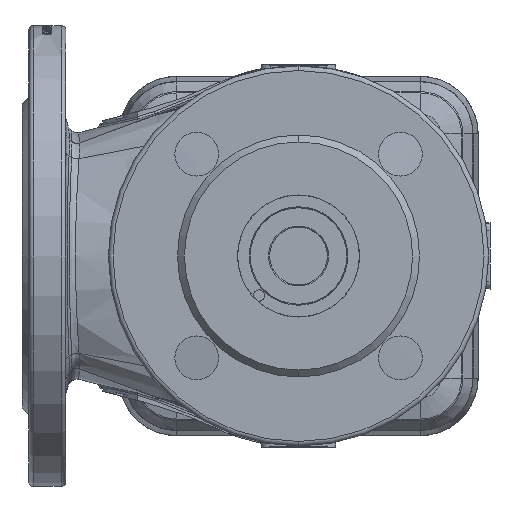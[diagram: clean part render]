
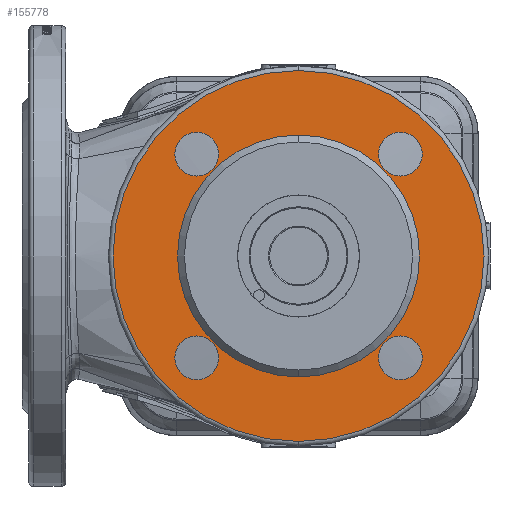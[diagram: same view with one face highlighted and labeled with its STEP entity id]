
A CAD part, front view. The second image highlights one B-rep face of the part: STEP entity #155778.
In plain terms, the highlighted planar face has unit normal (0, -1, 0).
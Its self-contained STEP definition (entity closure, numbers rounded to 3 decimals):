
#799 = CIRCLE ( 'NONE', #145696, 9.5 ) ;
#1084 = VERTEX_POINT ( 'NONE', #3134 ) ;
#2605 = DIRECTION ( 'NONE',  ( 0., 0., -1. ) ) ;
#3046 = EDGE_LOOP ( 'NONE', ( #4523, #40147 ) ) ;
#3134 = CARTESIAN_POINT ( 'NONE',  ( -44.194, -147., -53.694 ) ) ;
#4315 = VERTEX_POINT ( 'NONE', #32747 ) ;
#4523 = ORIENTED_EDGE ( 'NONE', *, *, #148923, .F. ) ;
#6289 = FACE_BOUND ( 'NONE', #47114, .T. ) ;
#6467 = EDGE_LOOP ( 'NONE', ( #55332, #122084 ) ) ;
#9587 = AXIS2_PLACEMENT_3D ( 'NONE', #30649, #137115, #138828 ) ;
#11978 = VERTEX_POINT ( 'NONE', #47423 ) ;
#13659 = DIRECTION ( 'NONE',  ( 0., -1., 0. ) ) ;
#13977 = CARTESIAN_POINT ( 'NONE',  ( -44.194, -147., 44.194 ) ) ;
#20415 = AXIS2_PLACEMENT_3D ( 'NONE', #170209, #89138, #91715 ) ;
#22685 = CARTESIAN_POINT ( 'NONE',  ( -44.194, -147., 44.194 ) ) ;
#22841 = CARTESIAN_POINT ( 'NONE',  ( -52.5, -147., 0. ) ) ;
#23575 = CARTESIAN_POINT ( 'NONE',  ( 44.194, -147., 44.194 ) ) ;
#26573 = DIRECTION ( 'NONE',  ( 0., -1., 0. ) ) ;
#27302 = EDGE_CURVE ( 'NONE', #73664, #111642, #42272, .T. ) ;
#30649 = CARTESIAN_POINT ( 'NONE',  ( 0., -147., 0. ) ) ;
#32558 = CIRCLE ( 'NONE', #163630, 9.5 ) ;
#32747 = CARTESIAN_POINT ( 'NONE',  ( 44.194, -147., -34.694 ) ) ;
#32942 = DIRECTION ( 'NONE',  ( 0., 0., 1. ) ) ;
#33390 = FACE_BOUND ( 'NONE', #70592, .T. ) ;
#34081 = DIRECTION ( 'NONE',  ( 0., -1., 0. ) ) ;
#34233 = DIRECTION ( 'NONE',  ( 0., 0., -1. ) ) ;
#34378 = DIRECTION ( 'NONE',  ( 0., -1., 0. ) ) ;
#40147 = ORIENTED_EDGE ( 'NONE', *, *, #63619, .F. ) ;
#41238 = CARTESIAN_POINT ( 'NONE',  ( 0., -147., 0. ) ) ;
#41245 = EDGE_LOOP ( 'NONE', ( #111341, #65275 ) ) ;
#41948 = VERTEX_POINT ( 'NONE', #106383 ) ;
#42272 = CIRCLE ( 'NONE', #139751, 9.5 ) ;
#44778 = FACE_BOUND ( 'NONE', #6467, .T. ) ;
#47114 = EDGE_LOOP ( 'NONE', ( #49080, #140528 ) ) ;
#47423 = CARTESIAN_POINT ( 'NONE',  ( 0., -147., 80.5 ) ) ;
#49080 = ORIENTED_EDGE ( 'NONE', *, *, #81325, .F. ) ;
#50487 = EDGE_CURVE ( 'NONE', #111642, #73664, #799, .T. ) ;
#50636 = DIRECTION ( 'NONE',  ( 0., -1., 0. ) ) ;
#51702 = DIRECTION ( 'NONE',  ( 0., 1., 0. ) ) ;
#53515 = VERTEX_POINT ( 'NONE', #156069 ) ;
#54822 = VERTEX_POINT ( 'NONE', #100835 ) ;
#55332 = ORIENTED_EDGE ( 'NONE', *, *, #103289, .F. ) ;
#56869 = EDGE_CURVE ( 'NONE', #142577, #11978, #150878, .T. ) ;
#59326 = VERTEX_POINT ( 'NONE', #121439 ) ;
#59790 = CIRCLE ( 'NONE', #9587, 52.5 ) ;
#62574 = DIRECTION ( 'NONE',  ( 0., -1., 0. ) ) ;
#63427 = AXIS2_PLACEMENT_3D ( 'NONE', #66901, #13659, #78317 ) ;
#63619 = EDGE_CURVE ( 'NONE', #59326, #4315, #166587, .T. ) ;
#65055 = AXIS2_PLACEMENT_3D ( 'NONE', #41238, #51702, #144217 ) ;
#65079 = ORIENTED_EDGE ( 'NONE', *, *, #94493, .F. ) ;
#65275 = ORIENTED_EDGE ( 'NONE', *, *, #105497, .T. ) ;
#66901 = CARTESIAN_POINT ( 'NONE',  ( 44.194, -147., -44.194 ) ) ;
#67219 = DIRECTION ( 'NONE',  ( 0., 0., -1. ) ) ;
#69130 = DIRECTION ( 'NONE',  ( 0., 0., -1. ) ) ;
#70529 = VERTEX_POINT ( 'NONE', #140970 ) ;
#70592 = EDGE_LOOP ( 'NONE', ( #100880, #87065 ) ) ;
#72481 = AXIS2_PLACEMENT_3D ( 'NONE', #112715, #151975, #69130 ) ;
#73135 = CARTESIAN_POINT ( 'NONE',  ( 44.194, -147., 44.194 ) ) ;
#73664 = VERTEX_POINT ( 'NONE', #87523 ) ;
#76895 = AXIS2_PLACEMENT_3D ( 'NONE', #93836, #26573, #94711 ) ;
#78317 = DIRECTION ( 'NONE',  ( 0., 0., -1. ) ) ;
#79621 = CIRCLE ( 'NONE', #76895, 9.5 ) ;
#81325 = EDGE_CURVE ( 'NONE', #89964, #1084, #79621, .T. ) ;
#83603 = AXIS2_PLACEMENT_3D ( 'NONE', #85546, #122215, #2605 ) ;
#83652 = CARTESIAN_POINT ( 'NONE',  ( 44.194, -147., 53.694 ) ) ;
#85546 = CARTESIAN_POINT ( 'NONE',  ( 44.194, -147., -44.194 ) ) ;
#86417 = ORIENTED_EDGE ( 'NONE', *, *, #56869, .F. ) ;
#87065 = ORIENTED_EDGE ( 'NONE', *, *, #27302, .F. ) ;
#87523 = CARTESIAN_POINT ( 'NONE',  ( 44.194, -147., 34.694 ) ) ;
#87951 = DIRECTION ( 'NONE',  ( 0., 1., 0. ) ) ;
#89138 = DIRECTION ( 'NONE',  ( 0., 1., 0. ) ) ;
#89964 = VERTEX_POINT ( 'NONE', #111733 ) ;
#90118 = PLANE ( 'NONE',  #118467 ) ;
#91715 = DIRECTION ( 'NONE',  ( 0., 0., 1. ) ) ;
#91989 = CIRCLE ( 'NONE', #83603, 9.5 ) ;
#93836 = CARTESIAN_POINT ( 'NONE',  ( -44.194, -147., -44.194 ) ) ;
#94493 = EDGE_CURVE ( 'NONE', #11978, #142577, #115270, .T. ) ;
#94711 = DIRECTION ( 'NONE',  ( 0., 0., -1. ) ) ;
#95719 = CIRCLE ( 'NONE', #20415, 52.5 ) ;
#97993 = AXIS2_PLACEMENT_3D ( 'NONE', #100988, #87951, #32942 ) ;
#100835 = CARTESIAN_POINT ( 'NONE',  ( -44.194, -147., 34.694 ) ) ;
#100880 = ORIENTED_EDGE ( 'NONE', *, *, #50487, .F. ) ;
#100988 = CARTESIAN_POINT ( 'NONE',  ( 0., -147., 0. ) ) ;
#103289 = EDGE_CURVE ( 'NONE', #70529, #54822, #161178, .T. ) ;
#105497 = EDGE_CURVE ( 'NONE', #53515, #41948, #95719, .T. ) ;
#106383 = CARTESIAN_POINT ( 'NONE',  ( 0., -147., 52.5 ) ) ;
#110977 = AXIS2_PLACEMENT_3D ( 'NONE', #13977, #34378, #67219 ) ;
#111341 = ORIENTED_EDGE ( 'NONE', *, *, #155361, .T. ) ;
#111642 = VERTEX_POINT ( 'NONE', #83652 ) ;
#111733 = CARTESIAN_POINT ( 'NONE',  ( -44.194, -147., -34.694 ) ) ;
#112715 = CARTESIAN_POINT ( 'NONE',  ( -44.194, -147., -44.194 ) ) ;
#115270 = CIRCLE ( 'NONE', #65055, 80.5 ) ;
#116977 = DIRECTION ( 'NONE',  ( 0., 0., -1. ) ) ;
#118467 = AXIS2_PLACEMENT_3D ( 'NONE', #22841, #141568, #34233 ) ;
#121439 = CARTESIAN_POINT ( 'NONE',  ( 44.194, -147., -53.694 ) ) ;
#122084 = ORIENTED_EDGE ( 'NONE', *, *, #167161, .F. ) ;
#122215 = DIRECTION ( 'NONE',  ( 0., -1., 0. ) ) ;
#128452 = FACE_BOUND ( 'NONE', #41245, .T. ) ;
#137115 = DIRECTION ( 'NONE',  ( 0., 1., 0. ) ) ;
#138828 = DIRECTION ( 'NONE',  ( 0., 0., 1. ) ) ;
#139751 = AXIS2_PLACEMENT_3D ( 'NONE', #23575, #50636, #116977 ) ;
#140297 = DIRECTION ( 'NONE',  ( 0., 0., -1. ) ) ;
#140528 = ORIENTED_EDGE ( 'NONE', *, *, #162316, .F. ) ;
#140530 = DIRECTION ( 'NONE',  ( 0., 0., -1. ) ) ;
#140970 = CARTESIAN_POINT ( 'NONE',  ( -44.194, -147., 53.694 ) ) ;
#141568 = DIRECTION ( 'NONE',  ( 0., -1., 0. ) ) ;
#142116 = CIRCLE ( 'NONE', #72481, 9.5 ) ;
#142426 = FACE_OUTER_BOUND ( 'NONE', #167392, .T. ) ;
#142577 = VERTEX_POINT ( 'NONE', #146375 ) ;
#144217 = DIRECTION ( 'NONE',  ( 0., 0., 1. ) ) ;
#145696 = AXIS2_PLACEMENT_3D ( 'NONE', #73135, #62574, #140297 ) ;
#146375 = CARTESIAN_POINT ( 'NONE',  ( 0., -147., -80.5 ) ) ;
#148923 = EDGE_CURVE ( 'NONE', #4315, #59326, #91989, .T. ) ;
#150878 = CIRCLE ( 'NONE', #97993, 80.5 ) ;
#151203 = FACE_BOUND ( 'NONE', #3046, .T. ) ;
#151975 = DIRECTION ( 'NONE',  ( 0., -1., 0. ) ) ;
#155361 = EDGE_CURVE ( 'NONE', #41948, #53515, #59790, .T. ) ;
#155778 = ADVANCED_FACE ( 'NONE', ( #44778, #151203, #6289, #33390, #128452, #142426 ), #90118, .T. ) ;
#156069 = CARTESIAN_POINT ( 'NONE',  ( 0., -147., -52.5 ) ) ;
#161178 = CIRCLE ( 'NONE', #110977, 9.5 ) ;
#162316 = EDGE_CURVE ( 'NONE', #1084, #89964, #142116, .T. ) ;
#163630 = AXIS2_PLACEMENT_3D ( 'NONE', #22685, #34081, #140530 ) ;
#166587 = CIRCLE ( 'NONE', #63427, 9.5 ) ;
#167161 = EDGE_CURVE ( 'NONE', #54822, #70529, #32558, .T. ) ;
#167392 = EDGE_LOOP ( 'NONE', ( #65079, #86417 ) ) ;
#170209 = CARTESIAN_POINT ( 'NONE',  ( 0., -147., 0. ) ) ;
